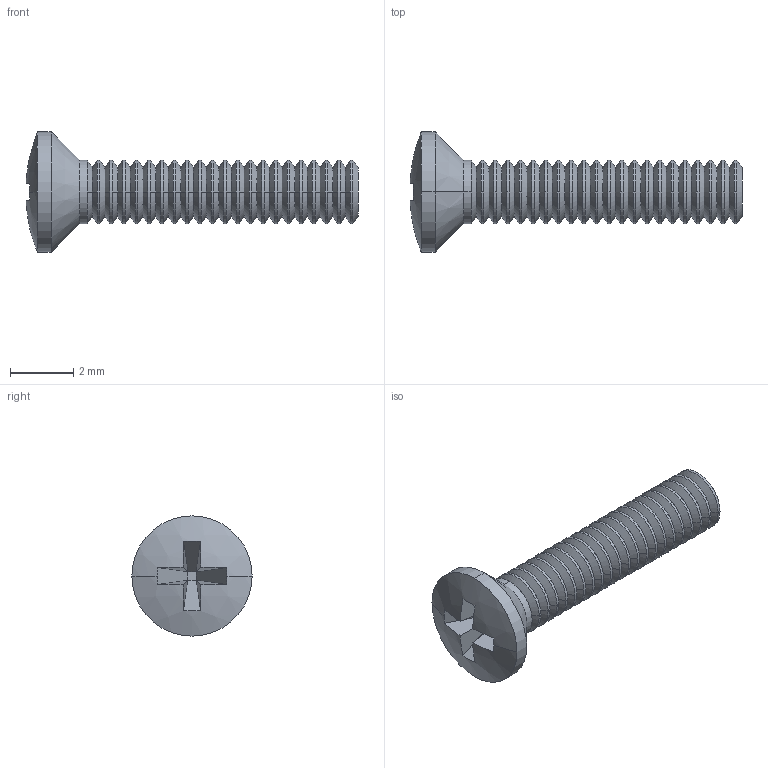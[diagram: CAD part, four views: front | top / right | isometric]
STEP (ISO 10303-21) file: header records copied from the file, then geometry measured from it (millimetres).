
FILE_DESCRIPTION (( 'STEP AP203' ), '1' );
FILE_NAME ('oval head_am_B18.6.7M - M2 x 0.4 x 10 Type I Cross Recessed OHMS --10S_sldprt.STEP', '2022-06-04T22:41:12', ( '' ), ( '' ), 'SwSTEP 2.0', 'SolidWorks 2021', '' );
FILE_SCHEMA (( 'CONFIG_CONTROL_DESIGN' ));
Length unit declared in the file: millimetre
Products named in the file (1): oval head_am_B18.6.7M - M2 x 0.4 x 10 Type I Cross Recessed OHMS --10S_sldprt
Bounding box: 10.49 x 3.8 x 3.8 mm (x, y, z)
Volume: 34.8 mm3; surface area: 115.7 mm2
Topology: 1 solids, 1 shells, 150 faces, 390 edges, 242 vertices
Faces by surface type: cone 88, cylinder 46, plane 14, sphere 2
Entity records: 4739 total; most frequent: DIRECTION 932, CARTESIAN_POINT 783, ORIENTED_EDGE 780, AXIS2_PLACEMENT_3D 391, EDGE_CURVE 390, VERTEX_POINT 242, CIRCLE 240, VECTOR 150
